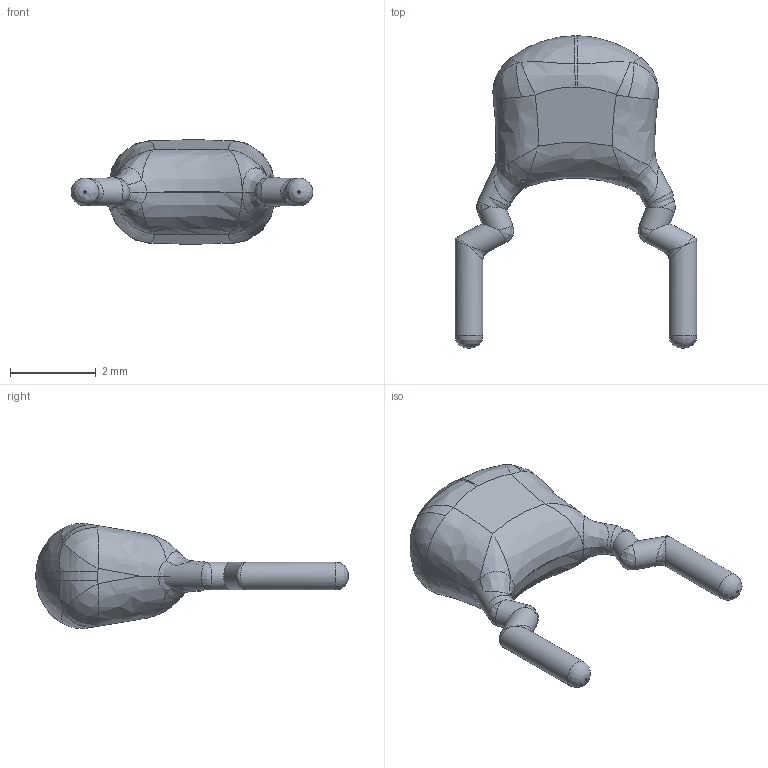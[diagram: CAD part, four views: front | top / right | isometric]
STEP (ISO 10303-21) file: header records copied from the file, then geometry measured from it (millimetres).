
FILE_DESCRIPTION(/* description */ (''),/* implementation_level */ '2;1');
FILE_NAME(/* name */ 'Ceramic Cap, 5mm lead spacing, 4mm width, and 5.5mm tall, v4 v0.step',/* time_stamp */ '2018-11-10T09:35:01-08:00',/* author */ (''),/* organization */ (''),/* preprocessor_version */ 'ST-DEVELOPER v17.2',/* originating_system */ 'Autodesk Translation Framework v7.6.0.251',/* authorisation */ '');
FILE_SCHEMA (('AUTOMOTIVE_DESIGN { 1 0 10303 214 3 1 1 }'));
Length unit declared in the file: millimetre
Products named in the file (1): Ceramic Cap, 5mm lead spacing, 4mm width, and 5.5mm tall, v4
Bounding box: 5.65 x 7.3 x 2.46 mm (x, y, z)
Volume: 24.7 mm3; surface area: 62.8 mm2
Topology: 3 solids, 3 shells, 82 faces, 215 edges, 115 vertices
Faces by surface type: bspline 52, cylinder 21, plane 9
Full cylindrical faces by diameter (mm): 0.65 x8, 0.7 x2
Entity records: 3747 total; most frequent: CARTESIAN_POINT 2082, ORIENTED_EDGE 382, DIRECTION 256, EDGE_CURVE 191, AXIS2_PLACEMENT_3D 117, VERTEX_POINT 115, B_SPLINE_CURVE_WITH_KNOTS 83, FACE_OUTER_BOUND 82
